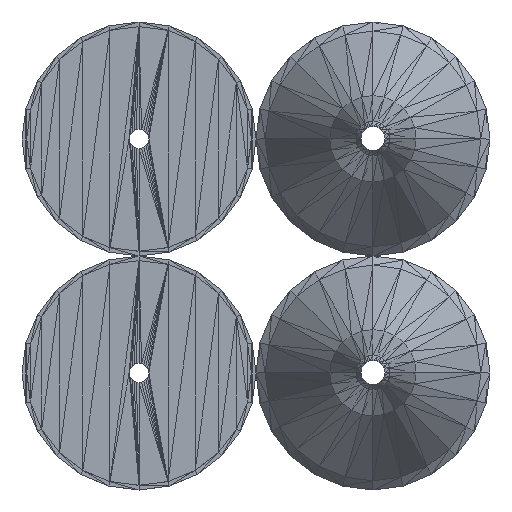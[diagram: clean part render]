
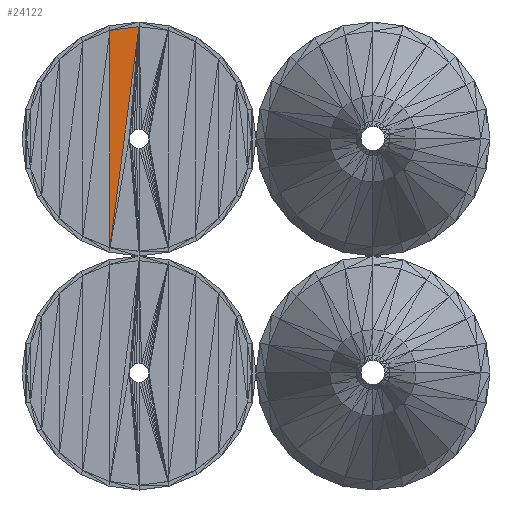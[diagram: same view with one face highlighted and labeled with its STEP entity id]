
A CAD part, top view. The second image highlights one B-rep face of the part: STEP entity #24122.
In plain terms, the highlighted face is planar.
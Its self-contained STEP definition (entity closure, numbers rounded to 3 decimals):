
#21296 = VERTEX_POINT('',#21297);
#21297 = CARTESIAN_POINT('',(-25.,49.,8.));
#21335 = VERTEX_POINT('',#21336);
#21336 = CARTESIAN_POINT('',(-31.212,48.182,8.));
#21359 = EDGE_CURVE('',#21335,#21296,#21360,.T.);
#21360 = LINE('',#21361,#21362);
#21361 = CARTESIAN_POINT('',(-31.212,48.182,8.));
#21362 = VECTOR('',#21363,1.);
#21363 = DIRECTION('',(0.991,0.131,0.));
#21725 = VERTEX_POINT('',#21726);
#21726 = CARTESIAN_POINT('',(-31.212,1.818,8.));
#24110 = EDGE_CURVE('',#21725,#21335,#24111,.T.);
#24111 = LINE('',#24112,#24113);
#24112 = CARTESIAN_POINT('',(-31.212,1.818,8.));
#24113 = VECTOR('',#24114,1.);
#24114 = DIRECTION('',(0.,1.,0.));
#24122 = ADVANCED_FACE('',(#24123),#24133,.F.);
#24123 = FACE_BOUND('',#24124,.F.);
#24124 = EDGE_LOOP('',(#24125,#24126,#24127));
#24125 = ORIENTED_EDGE('',*,*,#21359,.F.);
#24126 = ORIENTED_EDGE('',*,*,#24110,.F.);
#24127 = ORIENTED_EDGE('',*,*,#24128,.T.);
#24128 = EDGE_CURVE('',#21725,#21296,#24129,.T.);
#24129 = LINE('',#24130,#24131);
#24130 = CARTESIAN_POINT('',(-31.212,1.818,8.));
#24131 = VECTOR('',#24132,1.);
#24132 = DIRECTION('',(0.131,0.991,0.));
#24133 = PLANE('',#24134);
#24134 = AXIS2_PLACEMENT_3D('',#24135,#24136,#24137);
#24135 = CARTESIAN_POINT('',(-29.543,26.669,8.));
#24136 = DIRECTION('',(0.,0.,1.));
#24137 = DIRECTION('',(1.,0.,-0.));
